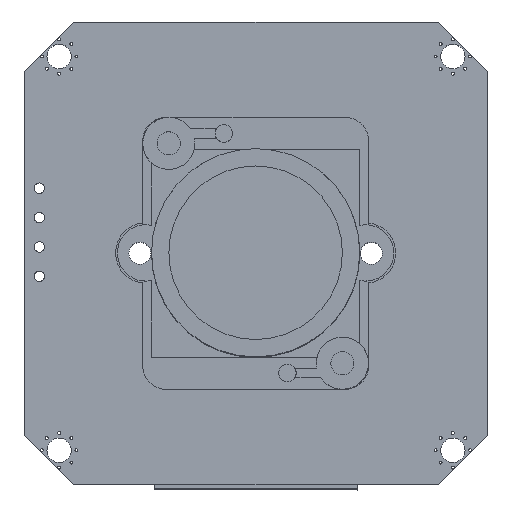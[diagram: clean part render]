
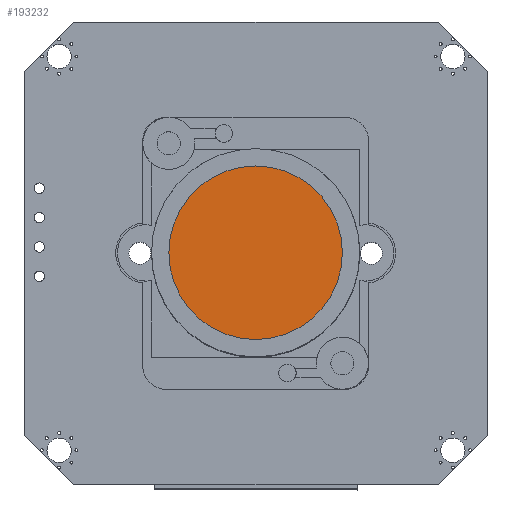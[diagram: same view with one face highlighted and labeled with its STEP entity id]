
A CAD part, top view. The second image highlights one B-rep face of the part: STEP entity #193232.
In plain terms, the highlighted planar face has unit normal (0, 0, 1).
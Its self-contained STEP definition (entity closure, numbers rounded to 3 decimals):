
#24920 = EDGE_CURVE ( 'NONE', #207105, #117505, #147329, .T. ) ;
#39450 = ORIENTED_EDGE ( 'NONE', *, *, #71150, .T. ) ;
#71150 = EDGE_CURVE ( 'NONE', #117505, #207105, #108467, .T. ) ;
#74389 = AXIS2_PLACEMENT_3D ( 'NONE', #107441, #108646, #146817 ) ;
#88225 = CARTESIAN_POINT ( 'NONE',  ( -0.033, 0., 45.5 ) ) ;
#89420 = DIRECTION ( 'NONE',  ( 1., 0., 0. ) ) ;
#107441 = CARTESIAN_POINT ( 'NONE',  ( -0.033, 0., 45.5 ) ) ;
#108467 = CIRCLE ( 'NONE', #147878, 7.5 ) ;
#108646 = DIRECTION ( 'NONE',  ( 0., 0., 1. ) ) ;
#117505 = VERTEX_POINT ( 'NONE', #226343 ) ;
#127483 = DIRECTION ( 'NONE',  ( 1., 0., 0. ) ) ;
#132337 = CARTESIAN_POINT ( 'NONE',  ( -0.033, 0., 45.5 ) ) ;
#133068 = ORIENTED_EDGE ( 'NONE', *, *, #24920, .T. ) ;
#144440 = PLANE ( 'NONE',  #74389 ) ;
#146817 = DIRECTION ( 'NONE',  ( 0., -1., 0. ) ) ;
#147329 = CIRCLE ( 'NONE', #155255, 7.5 ) ;
#147878 = AXIS2_PLACEMENT_3D ( 'NONE', #132337, #152013, #127483 ) ;
#152013 = DIRECTION ( 'NONE',  ( 0., 0., 1. ) ) ;
#155255 = AXIS2_PLACEMENT_3D ( 'NONE', #88225, #220150, #89420 ) ;
#188196 = EDGE_LOOP ( 'NONE', ( #39450, #133068 ) ) ;
#193232 = ADVANCED_FACE ( 'NONE', ( #205893 ), #144440, .T. ) ;
#201387 = CARTESIAN_POINT ( 'NONE',  ( -7.533, 0., 45.5 ) ) ;
#205893 = FACE_OUTER_BOUND ( 'NONE', #188196, .T. ) ;
#207105 = VERTEX_POINT ( 'NONE', #201387 ) ;
#220150 = DIRECTION ( 'NONE',  ( 0., 0., 1. ) ) ;
#226343 = CARTESIAN_POINT ( 'NONE',  ( 7.467, 0., 45.5 ) ) ;
